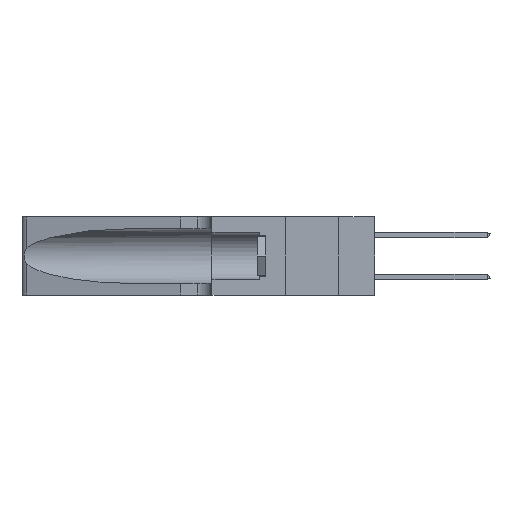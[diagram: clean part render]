
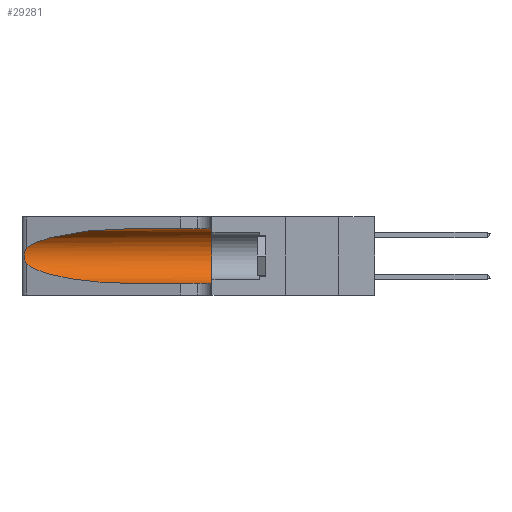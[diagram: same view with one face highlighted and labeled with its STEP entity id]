
A CAD part, left-side view. The second image highlights one B-rep face of the part: STEP entity #29281.
In plain terms, the highlighted cylindrical face has radius 3.308 mm (diameter 6.617 mm), a partial arc.
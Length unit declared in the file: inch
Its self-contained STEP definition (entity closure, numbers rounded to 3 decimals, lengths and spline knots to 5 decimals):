
#758 = CARTESIAN_POINT ( 'NONE',  ( 0.2373, 1.15595, 0.28018 ) ) ;
#2227 = ORIENTED_EDGE ( 'NONE', *, *, #33240, .T. ) ;
#2386 = VECTOR ( 'NONE', #29992, 39.37008 ) ;
#2595 = CARTESIAN_POINT ( 'NONE',  ( 0.25555, 1.22994, 0.2215 ) ) ;
#2707 = CARTESIAN_POINT ( 'NONE',  ( 0.25789, 1.23486, 0.15765 ) ) ;
#2998 = VERTEX_POINT ( 'NONE', #30809 ) ;
#5096 = CYLINDRICAL_SURFACE ( 'NONE', #18794, 0.13025 ) ;
#5414 = CARTESIAN_POINT ( 'NONE',  ( 0.25555, 1.22993, 0.14849 ) ) ;
#5952 = FACE_OUTER_BOUND ( 'NONE', #30879, .T. ) ;
#7488 = AXIS2_PLACEMENT_3D ( 'NONE', #30637, #14723, #33319 ) ;
#7527 = CARTESIAN_POINT ( 'NONE',  ( 0.18966, 0.96281, 0.05475 ) ) ;
#7889 =( BOUNDED_CURVE ( )  B_SPLINE_CURVE ( 3, ( #26068, #20818, #7527, #26188 ),
 .UNSPECIFIED., .F., .F. ) 
 B_SPLINE_CURVE_WITH_KNOTS ( ( 4, 4 ),
 ( 3.44316, 4.71239 ),
 .UNSPECIFIED. ) 
 CURVE ( )  GEOMETRIC_REPRESENTATION_ITEM ( )  RATIONAL_B_SPLINE_CURVE ( ( 1., 0.87, 0.87, 1. ) ) 
 REPRESENTATION_ITEM ( '' )  );
#8560 = LINE ( 'NONE', #31874, #34340 ) ;
#8725 = LINE ( 'NONE', #19448, #2386 ) ;
#9198 = VERTEX_POINT ( 'NONE', #10937 ) ;
#9966 = VERTEX_POINT ( 'NONE', #11309 ) ;
#10720 = CARTESIAN_POINT ( 'NONE',  ( 0.25787, 1.23484, 0.2124 ) ) ;
#10937 = CARTESIAN_POINT ( 'NONE',  ( 0.1305, 0.72297, 0.05475 ) ) ;
#11309 = CARTESIAN_POINT ( 'NONE',  ( 0.1305, 0.35, 0.05475 ) ) ;
#11792 = EDGE_CURVE ( 'NONE', #13078, #2998, #24473, .T. ) ;
#11960 = DIRECTION ( 'NONE',  ( 0., -1., 0. ) ) ;
#13078 = VERTEX_POINT ( 'NONE', #14800 ) ;
#13193 = CIRCLE ( 'NONE', #7488, 0.13025 ) ;
#13382 = CARTESIAN_POINT ( 'NONE',  ( 0.26018, 1.23835, 0.19895 ) ) ;
#14723 = DIRECTION ( 'NONE',  ( 0., 1., 0. ) ) ;
#14800 = CARTESIAN_POINT ( 'NONE',  ( 0.25487, 1.22718, 0.22369 ) ) ;
#16068 = CARTESIAN_POINT ( 'NONE',  ( 0.26075, 1.23896, 0.178 ) ) ;
#17201 =( BOUNDED_CURVE ( )  B_SPLINE_CURVE ( 3, ( #32756, #24630, #758, #19533 ),
 .UNSPECIFIED., .F., .T. ) 
 B_SPLINE_CURVE_WITH_KNOTS ( ( 4, 4 ),
 ( 1.5708, 2.84003 ),
 .UNSPECIFIED. ) 
 CURVE ( )  GEOMETRIC_REPRESENTATION_ITEM ( )  RATIONAL_B_SPLINE_CURVE ( ( 1., 0.87, 0.87, 1. ) ) 
 REPRESENTATION_ITEM ( '' )  );
#18258 = CARTESIAN_POINT ( 'NONE',  ( 0.1305, 0.35, 0.31525 ) ) ;
#18757 = CARTESIAN_POINT ( 'NONE',  ( 0.25856, 1.23593, 0.16098 ) ) ;
#18794 = AXIS2_PLACEMENT_3D ( 'NONE', #22549, #11960, #30433 ) ;
#18973 = VERTEX_POINT ( 'NONE', #18258 ) ;
#19448 = CARTESIAN_POINT ( 'NONE',  ( 0.1305, 1.61858, 0.05475 ) ) ;
#19533 = CARTESIAN_POINT ( 'NONE',  ( 0.25487, 1.22718, 0.22369 ) ) ;
#19841 = ORIENTED_EDGE ( 'NONE', *, *, #25595, .T. ) ;
#20818 = CARTESIAN_POINT ( 'NONE',  ( 0.2373, 1.15595, 0.08982 ) ) ;
#21425 = CARTESIAN_POINT ( 'NONE',  ( 0.25639, 1.23186, 0.15144 ) ) ;
#22549 = CARTESIAN_POINT ( 'NONE',  ( 0.1305, 1.61858, 0.185 ) ) ;
#23975 = CARTESIAN_POINT ( 'NONE',  ( 0.25487, 1.22718, 0.22369 ) ) ;
#23992 = DIRECTION ( 'NONE',  ( 0., -1., 0. ) ) ;
#24085 = CARTESIAN_POINT ( 'NONE',  ( 0.25487, 1.22718, 0.14631 ) ) ;
#24473 = B_SPLINE_CURVE_WITH_KNOTS ( 'NONE', 3,
 ( #23975, #2595, #26663, #10720, #29318, #13382, #31968, #16068, #28478, #18757, #2707, #21425, #5414, #24085 ),
 .UNSPECIFIED., .F., .F.,
 ( 4, 2, 2, 2, 2, 2, 4 ),
 ( 0., 0.00027, 0.00053, 0.00107, 0.0016, 0.00187, 0.00214 ),
 .UNSPECIFIED. ) ;
#24630 = CARTESIAN_POINT ( 'NONE',  ( 0.18966, 0.96281, 0.31525 ) ) ;
#24916 = VERTEX_POINT ( 'NONE', #27494 ) ;
#25595 = EDGE_CURVE ( 'NONE', #9198, #9966, #8725, .T. ) ;
#26068 = CARTESIAN_POINT ( 'NONE',  ( 0.25487, 1.22718, 0.14631 ) ) ;
#26188 = CARTESIAN_POINT ( 'NONE',  ( 0.1305, 0.72297, 0.05475 ) ) ;
#26663 = CARTESIAN_POINT ( 'NONE',  ( 0.25639, 1.23184, 0.21858 ) ) ;
#26908 = ORIENTED_EDGE ( 'NONE', *, *, #34473, .F. ) ;
#27494 = CARTESIAN_POINT ( 'NONE',  ( 0.1305, 0.72297, 0.31525 ) ) ;
#28305 = EDGE_CURVE ( 'NONE', #24916, #18973, #8560, .T. ) ;
#28478 = CARTESIAN_POINT ( 'NONE',  ( 0.26017, 1.23833, 0.17102 ) ) ;
#28564 = ORIENTED_EDGE ( 'NONE', *, *, #28305, .F. ) ;
#28874 = EDGE_CURVE ( 'NONE', #2998, #9198, #7889, .T. ) ;
#29281 = ADVANCED_FACE ( 'NONE', ( #5952 ), #5096, .F. ) ;
#29318 = CARTESIAN_POINT ( 'NONE',  ( 0.25854, 1.2359, 0.20912 ) ) ;
#29992 = DIRECTION ( 'NONE',  ( 0., -1., 0. ) ) ;
#30433 = DIRECTION ( 'NONE',  ( 0., 0., -1. ) ) ;
#30637 = CARTESIAN_POINT ( 'NONE',  ( 0.1305, 0.35, 0.185 ) ) ;
#30809 = CARTESIAN_POINT ( 'NONE',  ( 0.25487, 1.22718, 0.14631 ) ) ;
#30879 = EDGE_LOOP ( 'NONE', ( #2227, #31442, #33129, #19841, #26908, #28564 ) ) ;
#31442 = ORIENTED_EDGE ( 'NONE', *, *, #11792, .T. ) ;
#31874 = CARTESIAN_POINT ( 'NONE',  ( 0.1305, 1.61858, 0.31525 ) ) ;
#31968 = CARTESIAN_POINT ( 'NONE',  ( 0.26075, 1.23896, 0.19203 ) ) ;
#32756 = CARTESIAN_POINT ( 'NONE',  ( 0.1305, 0.72297, 0.31525 ) ) ;
#33129 = ORIENTED_EDGE ( 'NONE', *, *, #28874, .T. ) ;
#33240 = EDGE_CURVE ( 'NONE', #24916, #13078, #17201, .T. ) ;
#33319 = DIRECTION ( 'NONE',  ( 0., 0., 1. ) ) ;
#34340 = VECTOR ( 'NONE', #23992, 39.37008 ) ;
#34473 = EDGE_CURVE ( 'NONE', #18973, #9966, #13193, .T. ) ;
